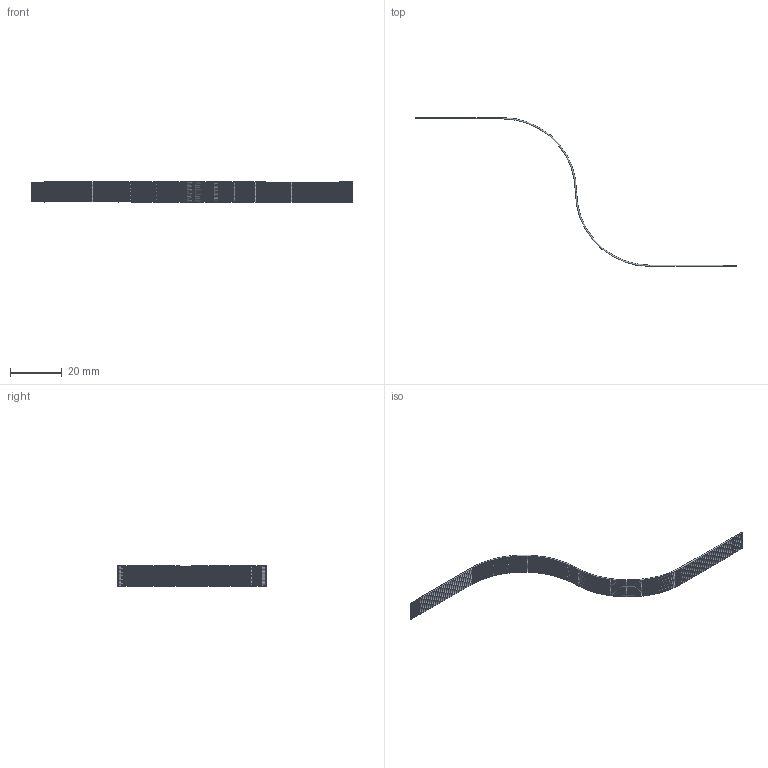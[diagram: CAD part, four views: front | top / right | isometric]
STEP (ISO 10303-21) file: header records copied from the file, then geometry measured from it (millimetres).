
FILE_DESCRIPTION (( 'STEP AP203' ), '1' );
FILE_NAME ('A2403-3-WR.STEP', '2013-11-19T12:06:26', ( '' ), ( '' ), 'SwSTEP 2.0', 'SolidWorks 2012', '' );
FILE_SCHEMA (( 'CONFIG_CONTROL_DESIGN' ));
Length unit declared in the file: inch
Products named in the file (1): A2403-3-WR
Bounding box: 124.46 x 57.66 x 7.98 mm (x, y, z)
Volume: 500.6 mm3; surface area: 2767 mm2
Topology: 1 solids, 1 shells, 409 faces, 907 edges, 530 vertices
Faces by surface type: cylinder 203, plane 116, torus 90
Entity records: 11336 total; most frequent: DIRECTION 2235, CARTESIAN_POINT 1847, ORIENTED_EDGE 1814, AXIS2_PLACEMENT_3D 918, EDGE_CURVE 907, VERTEX_POINT 530, CIRCLE 508, EDGE_LOOP 439
